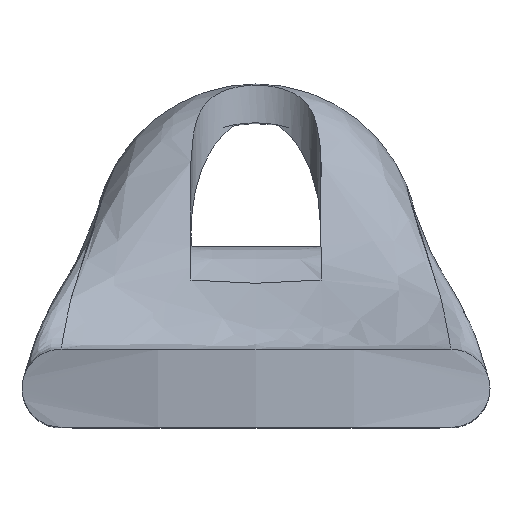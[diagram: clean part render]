
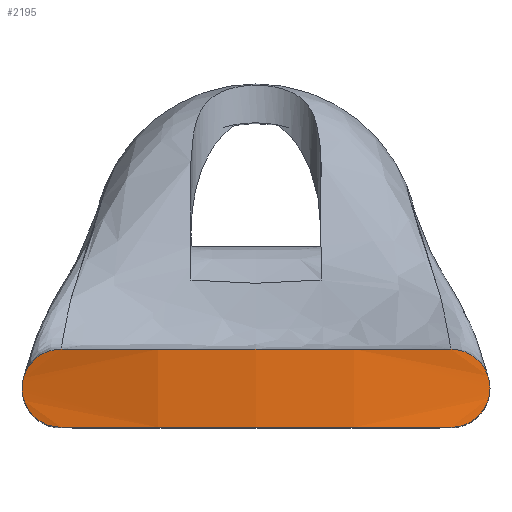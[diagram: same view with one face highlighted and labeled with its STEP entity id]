
A CAD part, top view. The second image highlights one B-rep face of the part: STEP entity #2195.
In plain terms, the highlighted cylindrical face has radius 60 mm (diameter 120 mm), a partial arc.
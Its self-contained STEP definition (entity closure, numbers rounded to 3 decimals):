
#2110=CARTESIAN_POINT('',(0.0,-14.0,-7.278));
#2111=DIRECTION('',(0.0,1.0,0.0));
#2112=DIRECTION('',(-0.3,0.0,0.954));
#2113=AXIS2_PLACEMENT_3D('',#2110,#2111,#2112);
#2114=CYLINDRICAL_SURFACE('',#2113,60.);
#2115=CARTESIAN_POINT('',(-15.0,-14.0,50.817));
#2116=VERTEX_POINT('',#2115);
#2117=CARTESIAN_POINT('',(-18.0,-11.,49.959));
#2118=VERTEX_POINT('',#2117);
#2119=CARTESIAN_POINT('',(-15.,-14.0,50.817));
#2120=CARTESIAN_POINT('',(-15.379,-14.0,50.719));
#2121=CARTESIAN_POINT('',(-15.784,-13.924,50.61));
#2122=CARTESIAN_POINT('',(-16.528,-13.613,50.402));
#2123=CARTESIAN_POINT('',(-16.868,-13.378,50.303));
#2124=CARTESIAN_POINT('',(-17.396,-12.843,50.146));
#2125=CARTESIAN_POINT('',(-17.623,-12.509,50.076));
#2126=CARTESIAN_POINT('',(-17.925,-11.776,49.983));
#2127=CARTESIAN_POINT('',(-18.0,-11.376,49.959));
#2128=CARTESIAN_POINT('',(-18.0,-11.,49.959));
#2129=B_SPLINE_CURVE_WITH_KNOTS('',3,(#2119,#2120,#2121,#2122,#2123,#2124,#2125,#2126,#2127,#2128),.UNSPECIFIED.,.F.,.U.,(4,2,2,2,4),(0.458,0.576,0.693,0.806,0.919),.UNSPECIFIED.);
#2130=EDGE_CURVE('',#2116,#2118,#2129,.T.);
#2131=ORIENTED_EDGE('',*,*,#2130,.F.);
#2132=CARTESIAN_POINT('',(15.0,-14.0,50.817));
#2133=VERTEX_POINT('',#2132);
#2134=CARTESIAN_POINT('',(0.0,-14.0,-7.278));
#2135=DIRECTION('',(0.0,1.0,0.0));
#2136=DIRECTION('',(-0.3,0.0,0.954));
#2137=AXIS2_PLACEMENT_3D('',#2134,#2135,#2136);
#2138=CIRCLE('',#2137,60.);
#2139=EDGE_CURVE('',#2116,#2133,#2138,.T.);
#2140=ORIENTED_EDGE('',*,*,#2139,.T.);
#2141=CARTESIAN_POINT('',(18.0,-11.,49.959));
#2142=VERTEX_POINT('',#2141);
#2143=CARTESIAN_POINT('',(18.0,-11.,49.959));
#2144=CARTESIAN_POINT('',(18.0,-11.376,49.959));
#2145=CARTESIAN_POINT('',(17.925,-11.776,49.983));
#2146=CARTESIAN_POINT('',(17.623,-12.509,50.076));
#2147=CARTESIAN_POINT('',(17.396,-12.843,50.146));
#2148=CARTESIAN_POINT('',(16.868,-13.378,50.303));
#2149=CARTESIAN_POINT('',(16.528,-13.613,50.402));
#2150=CARTESIAN_POINT('',(15.784,-13.924,50.61));
#2151=CARTESIAN_POINT('',(15.379,-14.0,50.719));
#2152=CARTESIAN_POINT('',(15.,-14.0,50.817));
#2153=B_SPLINE_CURVE_WITH_KNOTS('',3,(#2143,#2144,#2145,#2146,#2147,#2148,#2149,#2150,#2151,#2152),.UNSPECIFIED.,.F.,.U.,(4,2,2,2,4),(0.919,1.032,1.145,1.263,1.38),.UNSPECIFIED.);
#2154=EDGE_CURVE('',#2142,#2133,#2153,.T.);
#2155=ORIENTED_EDGE('',*,*,#2154,.F.);
#2156=CARTESIAN_POINT('',(15.0,-8.,50.817));
#2157=VERTEX_POINT('',#2156);
#2158=CARTESIAN_POINT('',(15.,-8.,50.817));
#2159=CARTESIAN_POINT('',(15.379,-8.,50.719));
#2160=CARTESIAN_POINT('',(15.784,-8.076,50.61));
#2161=CARTESIAN_POINT('',(16.528,-8.387,50.402));
#2162=CARTESIAN_POINT('',(16.868,-8.622,50.303));
#2163=CARTESIAN_POINT('',(17.396,-9.157,50.146));
#2164=CARTESIAN_POINT('',(17.623,-9.491,50.076));
#2165=CARTESIAN_POINT('',(17.925,-10.224,49.983));
#2166=CARTESIAN_POINT('',(18.0,-10.624,49.959));
#2167=CARTESIAN_POINT('',(18.0,-11.,49.959));
#2168=B_SPLINE_CURVE_WITH_KNOTS('',3,(#2158,#2159,#2160,#2161,#2162,#2163,#2164,#2165,#2166,#2167),.UNSPECIFIED.,.F.,.U.,(4,2,2,2,4),(1.377,1.495,1.612,1.725,1.838),.UNSPECIFIED.);
#2169=EDGE_CURVE('',#2157,#2142,#2168,.T.);
#2170=ORIENTED_EDGE('',*,*,#2169,.F.);
#2171=CARTESIAN_POINT('',(-15.0,-8.,50.817));
#2172=VERTEX_POINT('',#2171);
#2173=CARTESIAN_POINT('',(0.0,-8.,-7.278));
#2174=DIRECTION('',(0.0,-1.0,0.0));
#2175=DIRECTION('',(-0.3,0.0,0.954));
#2176=AXIS2_PLACEMENT_3D('',#2173,#2174,#2175);
#2177=CIRCLE('',#2176,60.);
#2178=EDGE_CURVE('',#2157,#2172,#2177,.T.);
#2179=ORIENTED_EDGE('',*,*,#2178,.T.);
#2180=CARTESIAN_POINT('',(-18.0,-11.,49.959));
#2181=CARTESIAN_POINT('',(-18.0,-10.624,49.959));
#2182=CARTESIAN_POINT('',(-17.925,-10.224,49.983));
#2183=CARTESIAN_POINT('',(-17.623,-9.491,50.076));
#2184=CARTESIAN_POINT('',(-17.396,-9.157,50.146));
#2185=CARTESIAN_POINT('',(-16.868,-8.622,50.303));
#2186=CARTESIAN_POINT('',(-16.528,-8.387,50.402));
#2187=CARTESIAN_POINT('',(-15.784,-8.076,50.61));
#2188=CARTESIAN_POINT('',(-15.379,-8.,50.719));
#2189=CARTESIAN_POINT('',(-15.,-8.,50.817));
#2190=B_SPLINE_CURVE_WITH_KNOTS('',3,(#2180,#2181,#2182,#2183,#2184,#2185,#2186,#2187,#2188,#2189),.UNSPECIFIED.,.F.,.U.,(4,2,2,2,4),(1.838,1.951,2.064,2.182,2.299),.UNSPECIFIED.);
#2191=EDGE_CURVE('',#2118,#2172,#2190,.T.);
#2192=ORIENTED_EDGE('',*,*,#2191,.F.);
#2193=EDGE_LOOP('',(#2131,#2140,#2155,#2170,#2179,#2192));
#2194=FACE_OUTER_BOUND('',#2193,.T.);
#2195=ADVANCED_FACE('',(#2194),#2114,.T.);
